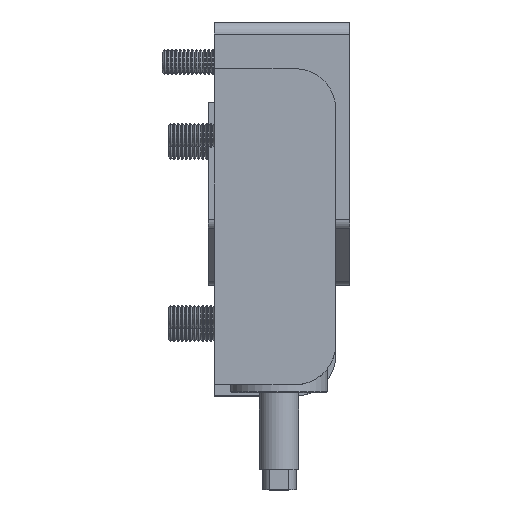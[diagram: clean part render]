
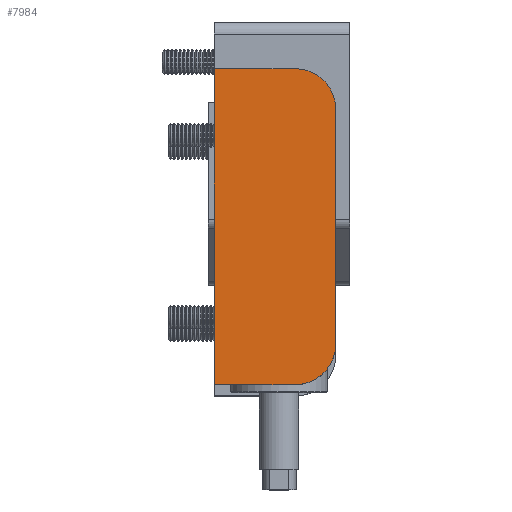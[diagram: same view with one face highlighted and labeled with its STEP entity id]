
A CAD part, top view. The second image highlights one B-rep face of the part: STEP entity #7984.
In plain terms, the highlighted planar face has unit normal (0, 0, 1).
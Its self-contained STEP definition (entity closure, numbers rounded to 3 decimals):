
#183 = LINE ( 'NONE', #3357, #2902 ) ;
#300 = ORIENTED_EDGE ( 'NONE', *, *, #1540, .T. ) ;
#636 = EDGE_CURVE ( 'NONE', #781, #1081, #9065, .T. ) ;
#781 = VERTEX_POINT ( 'NONE', #3395 ) ;
#1081 = VERTEX_POINT ( 'NONE', #9370 ) ;
#1285 = PLANE ( 'NONE',  #5258 ) ;
#1491 = VERTEX_POINT ( 'NONE', #3062 ) ;
#1540 = EDGE_CURVE ( 'NONE', #5749, #7818, #4870, .T. ) ;
#1642 = ORIENTED_EDGE ( 'NONE', *, *, #6767, .T. ) ;
#1923 = FACE_OUTER_BOUND ( 'NONE', #9639, .T. ) ;
#1954 = EDGE_CURVE ( 'NONE', #7818, #781, #183, .T. ) ;
#2040 = EDGE_CURVE ( 'NONE', #1081, #1491, #8042, .T. ) ;
#2476 = DIRECTION ( 'NONE',  ( 0., -1., 0. ) ) ;
#2507 = DIRECTION ( 'NONE',  ( 0., 0., 1. ) ) ;
#2648 = DIRECTION ( 'NONE',  ( 0., 0., -1. ) ) ;
#2902 = VECTOR ( 'NONE', #4912, 1000. ) ;
#2990 = EDGE_CURVE ( 'NONE', #4283, #5749, #9060, .T. ) ;
#3062 = CARTESIAN_POINT ( 'NONE',  ( 29., 15., 35. ) ) ;
#3138 = CARTESIAN_POINT ( 'NONE',  ( -39., 15., 35. ) ) ;
#3357 = CARTESIAN_POINT ( 'NONE',  ( -39., -15., 35. ) ) ;
#3395 = CARTESIAN_POINT ( 'NONE',  ( 39., -15., 35. ) ) ;
#3565 = AXIS2_PLACEMENT_3D ( 'NONE', #6617, #9911, #8088 ) ;
#4283 = VERTEX_POINT ( 'NONE', #6207 ) ;
#4352 = ORIENTED_EDGE ( 'NONE', *, *, #1954, .T. ) ;
#4870 = LINE ( 'NONE', #7211, #5602 ) ;
#4912 = DIRECTION ( 'NONE',  ( 1., 0., 0. ) ) ;
#5045 = DIRECTION ( 'NONE',  ( -1., 0., 0. ) ) ;
#5250 = VECTOR ( 'NONE', #9847, 1000. ) ;
#5258 = AXIS2_PLACEMENT_3D ( 'NONE', #9059, #2648, #5045 ) ;
#5330 = ORIENTED_EDGE ( 'NONE', *, *, #2990, .T. ) ;
#5602 = VECTOR ( 'NONE', #2476, 1000. ) ;
#5724 = VECTOR ( 'NONE', #7864, 1000. ) ;
#5749 = VERTEX_POINT ( 'NONE', #7157 ) ;
#6207 = CARTESIAN_POINT ( 'NONE',  ( -29., 15., 35. ) ) ;
#6617 = CARTESIAN_POINT ( 'NONE',  ( 29., 5., 35. ) ) ;
#6654 = CARTESIAN_POINT ( 'NONE',  ( 39., -15., 35. ) ) ;
#6708 = AXIS2_PLACEMENT_3D ( 'NONE', #9646, #2507, #10267 ) ;
#6767 = EDGE_CURVE ( 'NONE', #1491, #4283, #7130, .T. ) ;
#7130 = LINE ( 'NONE', #3138, #5724 ) ;
#7157 = CARTESIAN_POINT ( 'NONE',  ( -39., 5., 35. ) ) ;
#7211 = CARTESIAN_POINT ( 'NONE',  ( -39., -15., 35. ) ) ;
#7818 = VERTEX_POINT ( 'NONE', #8597 ) ;
#7864 = DIRECTION ( 'NONE',  ( -1., 0., 0. ) ) ;
#7984 = ADVANCED_FACE ( 'NONE', ( #1923 ), #1285, .F. ) ;
#8008 = ORIENTED_EDGE ( 'NONE', *, *, #636, .T. ) ;
#8042 = CIRCLE ( 'NONE', #3565, 10. ) ;
#8088 = DIRECTION ( 'NONE',  ( -1., 0., 0. ) ) ;
#8284 = ORIENTED_EDGE ( 'NONE', *, *, #2040, .T. ) ;
#8597 = CARTESIAN_POINT ( 'NONE',  ( -39., -15., 35. ) ) ;
#9059 = CARTESIAN_POINT ( 'NONE',  ( 0., 0., 35. ) ) ;
#9060 = CIRCLE ( 'NONE', #6708, 10. ) ;
#9065 = LINE ( 'NONE', #6654, #5250 ) ;
#9370 = CARTESIAN_POINT ( 'NONE',  ( 39., 5., 35. ) ) ;
#9639 = EDGE_LOOP ( 'NONE', ( #1642, #5330, #300, #4352, #8008, #8284 ) ) ;
#9646 = CARTESIAN_POINT ( 'NONE',  ( -29., 5., 35. ) ) ;
#9847 = DIRECTION ( 'NONE',  ( 0., 1., 0. ) ) ;
#9911 = DIRECTION ( 'NONE',  ( 0., 0., 1. ) ) ;
#10267 = DIRECTION ( 'NONE',  ( -1., 0., 0. ) ) ;
